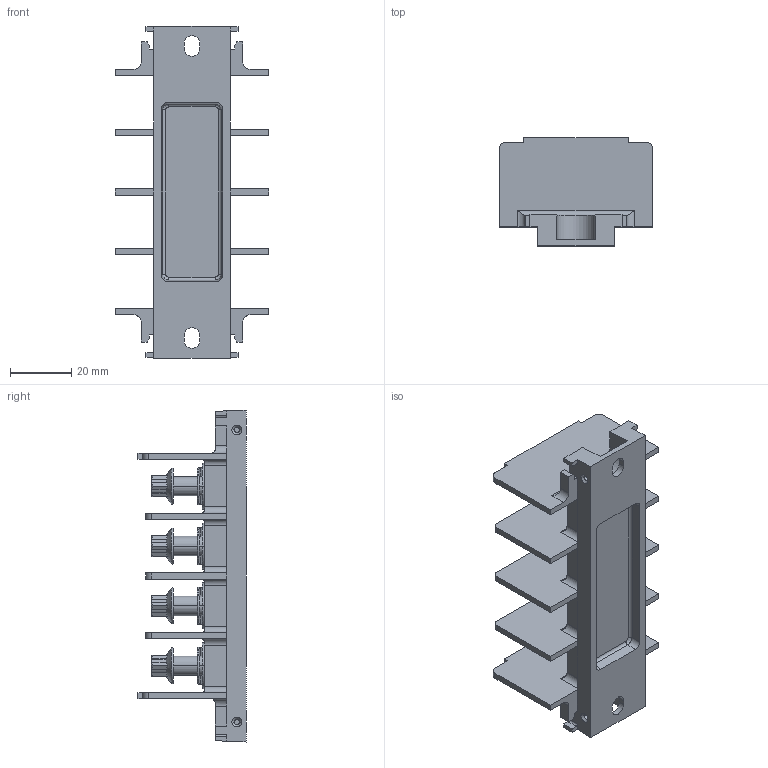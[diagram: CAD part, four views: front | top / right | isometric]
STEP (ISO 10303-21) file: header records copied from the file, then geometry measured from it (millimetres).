
FILE_DESCRIPTION((''),'2;1');
FILE_NAME('32406043004','2020-07-30T',('presta_be4'),(''),'CREO PARAMETRIC BY PTC INC, 2018360','CREO PARAMETRIC BY PTC INC, 2018360','');
FILE_SCHEMA(('CONFIG_CONTROL_DESIGN'));
Length unit declared in the file: millimetre
Products named in the file (1): 32406043004
Bounding box: 50 x 35.2 x 108.2 mm (x, y, z)
Volume: 40523 mm3; surface area: 25593.1 mm2
Topology: 1 solids, 1 shells, 451 faces, 1248 edges, 814 vertices
Faces by surface type: plane 233, cylinder 154, cone 52, torus 8, bspline 4
Entity records: 16380 total; most frequent: CARTESIAN_POINT 5153, ORIENTED_EDGE 2488, DIRECTION 2134, EDGE_CURVE 1244, VERTEX_POINT 814, AXIS2_PLACEMENT_3D 739, VECTOR 656, LINE 656
